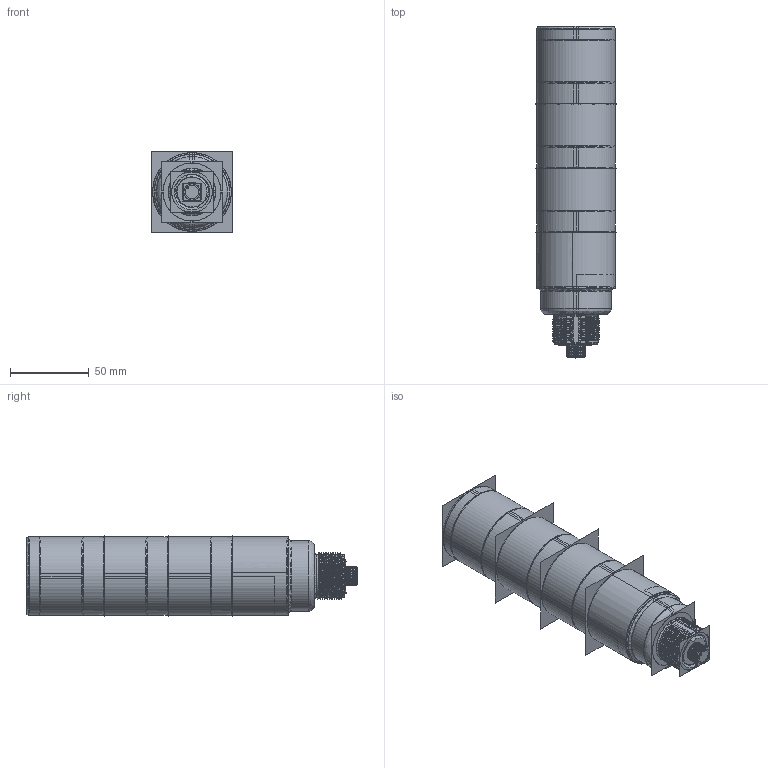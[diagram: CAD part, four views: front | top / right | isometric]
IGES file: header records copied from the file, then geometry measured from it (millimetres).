
Start section:  PTC IGES file: 145176_sm01.igs
Global section: file name: 145176_sm01.igs; native system: Creo Parametric by PTC Inc.; preprocessor: 2019292; author: PDMAdmin; organization: Unknown; date: 20220629.093320; units: millimetre
Bounding box: 52 x 210.73 x 52.03 mm (x, y, z)
Volume: 362190.1 mm3; surface area: 170632.9 mm2
Topology: 1 solids, 1 shells, 494 faces, 2544 edges, 3232 vertices
Faces by surface type: revolution 278, bspline 216
